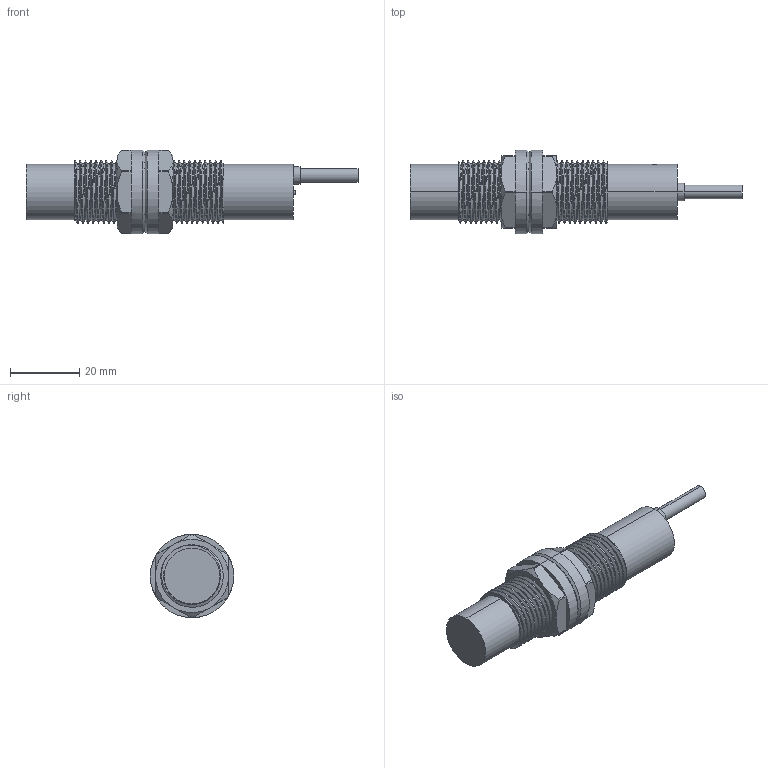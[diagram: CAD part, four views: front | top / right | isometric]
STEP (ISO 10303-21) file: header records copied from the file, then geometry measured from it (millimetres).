
FILE_DESCRIPTION (( 'STEP AP214' ), '1' );
FILE_NAME ('PXCAPCKN18-15NO_3D.STEP', '2022-11-17T16:56:15', ( '' ), ( '' ), 'SwSTEP 2.0', 'SolidWorks 2022', '' );
FILE_SCHEMA (( 'AUTOMOTIVE_DESIGN' ));
Length unit declared in the file: inch
Products named in the file (1): PXCAPCKN18-15NO_3D
Bounding box: 95.7 x 24 x 24 mm (x, y, z)
Volume: 19499.9 mm3; surface area: 8682.9 mm2
Topology: 2 solids, 2 shells, 137 faces, 372 edges, 247 vertices
Faces by surface type: cylinder 82, plane 36, torus 12, cone 4, bspline 3
Entity records: 11341 total; most frequent: CARTESIAN_POINT 6547, ORIENTED_EDGE 744, DIRECTION 567, EDGE_CURVE 372, VERTEX_POINT 247, AXIS2_PLACEMENT_3D 216, EDGE_LOOP 147, ADVANCED_FACE 137
